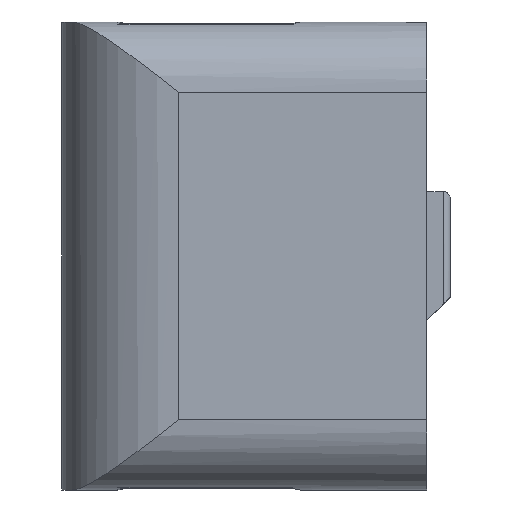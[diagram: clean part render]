
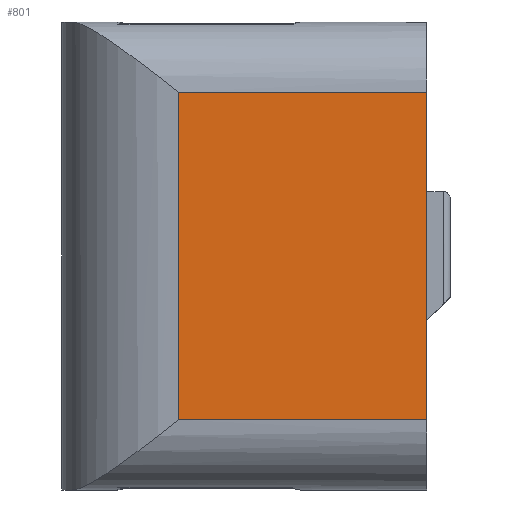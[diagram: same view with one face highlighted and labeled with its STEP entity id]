
A CAD part, left-side view. The second image highlights one B-rep face of the part: STEP entity #801.
In plain terms, the highlighted planar face has unit normal (-1, 0, 0).
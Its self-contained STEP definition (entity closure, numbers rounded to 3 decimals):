
#41=PLANE('',#905);
#47=LINE('',#1204,#107);
#75=LINE('',#1416,#135);
#81=LINE('',#1478,#141);
#88=LINE('',#1494,#148);
#107=VECTOR('',#933,10.);
#135=VECTOR('',#1031,10.);
#141=VECTOR('',#1053,10.);
#148=VECTOR('',#1068,10.);
#224=FACE_OUTER_BOUND('',#273,.T.);
#273=EDGE_LOOP('',(#747,#748,#749,#750));
#338=VERTEX_POINT('',#1190);
#339=VERTEX_POINT('',#1203);
#383=VERTEX_POINT('',#1413);
#384=VERTEX_POINT('',#1415);
#417=EDGE_CURVE('',#338,#339,#47,.T.);
#476=EDGE_CURVE('',#383,#384,#75,.T.);
#487=EDGE_CURVE('',#383,#339,#81,.T.);
#495=EDGE_CURVE('',#384,#338,#88,.T.);
#747=ORIENTED_EDGE('',*,*,#476,.F.);
#748=ORIENTED_EDGE('',*,*,#487,.T.);
#749=ORIENTED_EDGE('',*,*,#417,.F.);
#750=ORIENTED_EDGE('',*,*,#495,.F.);
#801=ADVANCED_FACE('',(#224),#41,.T.);
#905=AXIS2_PLACEMENT_3D('',#1548,#1133,#1134);
#933=DIRECTION('',(0.,-1.,0.));
#1031=DIRECTION('',(0.,1.,0.));
#1053=DIRECTION('',(0.,0.,1.));
#1068=DIRECTION('',(0.,0.,1.));
#1133=DIRECTION('center_axis',(-1.,0.,0.));
#1134=DIRECTION('ref_axis',(0.,-1.,0.));
#1190=CARTESIAN_POINT('',(-33.,2.8,17.));
#1203=CARTESIAN_POINT('',(-33.,-7.8,17.));
#1204=CARTESIAN_POINT('',(-33.,3.9,17.));
#1413=CARTESIAN_POINT('',(-33.,-7.8,3.));
#1415=CARTESIAN_POINT('',(-33.,2.8,3.));
#1416=CARTESIAN_POINT('',(-33.,3.9,3.));
#1478=CARTESIAN_POINT('',(-33.,-7.8,0.));
#1494=CARTESIAN_POINT('',(-33.,2.8,0.));
#1548=CARTESIAN_POINT('Origin',(-33.,7.8,0.));
